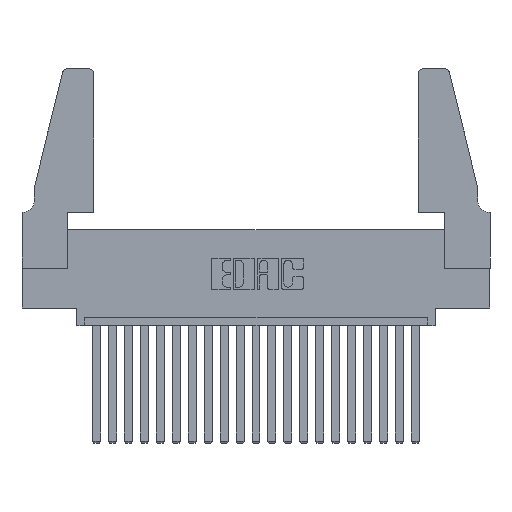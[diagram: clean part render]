
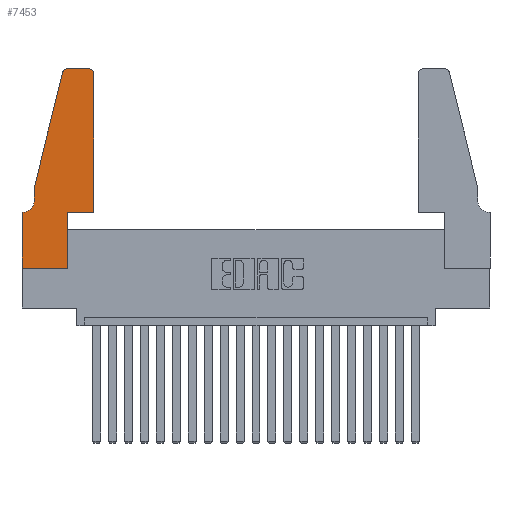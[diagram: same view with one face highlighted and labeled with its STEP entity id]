
A CAD part, top view. The second image highlights one B-rep face of the part: STEP entity #7453.
In plain terms, the highlighted planar face has unit normal (0, 0, 1).
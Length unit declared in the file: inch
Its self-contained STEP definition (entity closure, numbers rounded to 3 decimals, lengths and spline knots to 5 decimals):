
#78 = VERTEX_POINT ( 'NONE', #7226 ) ;
#152 = CARTESIAN_POINT ( 'NONE',  ( 0.0755, 0.5, 0.37 ) ) ;
#366 = ORIENTED_EDGE ( 'NONE', *, *, #3449, .T. ) ;
#389 = VERTEX_POINT ( 'NONE', #1795 ) ;
#554 = LINE ( 'NONE', #3446, #4813 ) ;
#599 = FACE_OUTER_BOUND ( 'NONE', #4954, .T. ) ;
#610 = DIRECTION ( 'NONE',  ( -1., 0., 0. ) ) ;
#918 = VECTOR ( 'NONE', #17485, 39.37008 ) ;
#1021 = DIRECTION ( 'NONE',  ( 0., 1., 0. ) ) ;
#1024 = DIRECTION ( 'NONE',  ( -1., 0., 0. ) ) ;
#1047 = VERTEX_POINT ( 'NONE', #2864 ) ;
#1060 = VERTEX_POINT ( 'NONE', #9011 ) ;
#1282 = DIRECTION ( 'NONE',  ( 1., 0., 0. ) ) ;
#1453 = ORIENTED_EDGE ( 'NONE', *, *, #3450, .T. ) ;
#1795 = CARTESIAN_POINT ( 'NONE',  ( 0.4205, 1.25, 0.37 ) ) ;
#1813 = DIRECTION ( 'NONE',  ( 1., 0., 0. ) ) ;
#2832 = VERTEX_POINT ( 'NONE', #20552 ) ;
#2864 = CARTESIAN_POINT ( 'NONE',  ( 0.0755, 0.5, 0.37 ) ) ;
#3167 = CARTESIAN_POINT ( 'NONE',  ( 0.0755, 0.5, 0.37 ) ) ;
#3426 = DIRECTION ( 'NONE',  ( 1., 0., 0. ) ) ;
#3446 = CARTESIAN_POINT ( 'NONE',  ( 0.4505, 0.35, 0.37 ) ) ;
#3449 = EDGE_CURVE ( 'NONE', #11144, #10485, #6796, .T. ) ;
#3450 = EDGE_CURVE ( 'NONE', #10485, #8176, #9043, .T. ) ;
#3613 = CARTESIAN_POINT ( 'NONE',  ( 0.4505, 0.35, 0.37 ) ) ;
#3616 = VERTEX_POINT ( 'NONE', #16355 ) ;
#4592 = VECTOR ( 'NONE', #12784, 39.37008 ) ;
#4813 = VECTOR ( 'NONE', #8120, 39.37008 ) ;
#4954 = EDGE_LOOP ( 'NONE', ( #7270, #12301, #11072, #7906, #8910, #9216, #366, #1453, #6983, #6792, #5679, #16149 ) ) ;
#5148 = EDGE_CURVE ( 'NONE', #78, #20153, #554, .T. ) ;
#5199 = VECTOR ( 'NONE', #18859, 39.37008 ) ;
#5679 = ORIENTED_EDGE ( 'NONE', *, *, #6039, .T. ) ;
#6039 = EDGE_CURVE ( 'NONE', #20153, #2832, #20723, .T. ) ;
#6414 = AXIS2_PLACEMENT_3D ( 'NONE', #15776, #20685, #1282 ) ;
#6792 = ORIENTED_EDGE ( 'NONE', *, *, #5148, .T. ) ;
#6796 = LINE ( 'NONE', #12753, #10535 ) ;
#6983 = ORIENTED_EDGE ( 'NONE', *, *, #9060, .T. ) ;
#7226 = CARTESIAN_POINT ( 'NONE',  ( 0.2865, 0.35, 0.37 ) ) ;
#7270 = ORIENTED_EDGE ( 'NONE', *, *, #17582, .T. ) ;
#7337 = DIRECTION ( 'NONE',  ( -1., 0., 0. ) ) ;
#7453 = ADVANCED_FACE ( 'NONE', ( #599 ), #13881, .T. ) ;
#7664 = CARTESIAN_POINT ( 'NONE',  ( 0.4505, 0.35, 0.37 ) ) ;
#7906 = ORIENTED_EDGE ( 'NONE', *, *, #13865, .T. ) ;
#8120 = DIRECTION ( 'NONE',  ( 1., 0., 0. ) ) ;
#8176 = VERTEX_POINT ( 'NONE', #19532 ) ;
#8283 = VERTEX_POINT ( 'NONE', #9013 ) ;
#8527 = CARTESIAN_POINT ( 'NONE',  ( 0.0755, 0.42, 0.37 ) ) ;
#8530 = EDGE_CURVE ( 'NONE', #16730, #3616, #12541, .T. ) ;
#8777 = CARTESIAN_POINT ( 'NONE',  ( 0.2865, 0.35, 0.37 ) ) ;
#8910 = ORIENTED_EDGE ( 'NONE', *, *, #8530, .T. ) ;
#8950 = LINE ( 'NONE', #3167, #918 ) ;
#9011 = CARTESIAN_POINT ( 'NONE',  ( 0.25487, 1.22718, 0.37 ) ) ;
#9013 = CARTESIAN_POINT ( 'NONE',  ( 0.284, 1.25, 0.37 ) ) ;
#9043 = LINE ( 'NONE', #12812, #14283 ) ;
#9060 = EDGE_CURVE ( 'NONE', #8176, #78, #9304, .T. ) ;
#9064 = CARTESIAN_POINT ( 'NONE',  ( 0.2605, 1.25, 0.37 ) ) ;
#9159 = AXIS2_PLACEMENT_3D ( 'NONE', #20465, #20733, #18898 ) ;
#9202 = LINE ( 'NONE', #9064, #11928 ) ;
#9216 = ORIENTED_EDGE ( 'NONE', *, *, #15408, .T. ) ;
#9304 = LINE ( 'NONE', #8777, #17049 ) ;
#9774 = DIRECTION ( 'NONE',  ( 0., -1., 0. ) ) ;
#10485 = VERTEX_POINT ( 'NONE', #17684 ) ;
#10535 = VECTOR ( 'NONE', #9774, 39.37008 ) ;
#11072 = ORIENTED_EDGE ( 'NONE', *, *, #18346, .T. ) ;
#11144 = VERTEX_POINT ( 'NONE', #16414 ) ;
#11860 = CIRCLE ( 'NONE', #9159, 0.03 ) ;
#11928 = VECTOR ( 'NONE', #1024, 39.37008 ) ;
#12202 = CARTESIAN_POINT ( 'NONE',  ( 0.0755, 0.35, 0.37 ) ) ;
#12301 = ORIENTED_EDGE ( 'NONE', *, *, #12806, .T. ) ;
#12541 = CIRCLE ( 'NONE', #14429, 0.07 ) ;
#12753 = CARTESIAN_POINT ( 'NONE',  ( 0., 0., 0.37 ) ) ;
#12784 = DIRECTION ( 'NONE',  ( 0., -1., 0. ) ) ;
#12806 = EDGE_CURVE ( 'NONE', #8283, #1060, #11860, .T. ) ;
#12812 = CARTESIAN_POINT ( 'NONE',  ( 0., 0., 0.37 ) ) ;
#12902 = DIRECTION ( 'NONE',  ( 0., 0., 1. ) ) ;
#13044 = LINE ( 'NONE', #152, #4592 ) ;
#13772 = LINE ( 'NONE', #12202, #17261 ) ;
#13865 = EDGE_CURVE ( 'NONE', #1047, #16730, #13044, .T. ) ;
#13881 = PLANE ( 'NONE',  #6414 ) ;
#14283 = VECTOR ( 'NONE', #3426, 39.37008 ) ;
#14429 = AXIS2_PLACEMENT_3D ( 'NONE', #16435, #18171, #610 ) ;
#14682 = CARTESIAN_POINT ( 'NONE',  ( 0.4205, 1.22, 0.37 ) ) ;
#15408 = EDGE_CURVE ( 'NONE', #3616, #11144, #13772, .T. ) ;
#15776 = CARTESIAN_POINT ( 'NONE',  ( 0., 0.35, 0.37 ) ) ;
#16149 = ORIENTED_EDGE ( 'NONE', *, *, #18440, .T. ) ;
#16355 = CARTESIAN_POINT ( 'NONE',  ( 0.0055, 0.35, 0.37 ) ) ;
#16414 = CARTESIAN_POINT ( 'NONE',  ( 0., 0.35, 0.37 ) ) ;
#16435 = CARTESIAN_POINT ( 'NONE',  ( 0.0055, 0.42, 0.37 ) ) ;
#16730 = VERTEX_POINT ( 'NONE', #8527 ) ;
#17049 = VECTOR ( 'NONE', #1021, 39.37008 ) ;
#17261 = VECTOR ( 'NONE', #7337, 39.37008 ) ;
#17485 = DIRECTION ( 'NONE',  ( -0.239, -0.971, 0. ) ) ;
#17561 = AXIS2_PLACEMENT_3D ( 'NONE', #14682, #12902, #1813 ) ;
#17582 = EDGE_CURVE ( 'NONE', #389, #8283, #9202, .T. ) ;
#17677 = CIRCLE ( 'NONE', #17561, 0.03 ) ;
#17684 = CARTESIAN_POINT ( 'NONE',  ( 0., 0., 0.37 ) ) ;
#18171 = DIRECTION ( 'NONE',  ( 0., 0., -1. ) ) ;
#18346 = EDGE_CURVE ( 'NONE', #1060, #1047, #8950, .T. ) ;
#18440 = EDGE_CURVE ( 'NONE', #2832, #389, #17677, .T. ) ;
#18859 = DIRECTION ( 'NONE',  ( 0., 1., 0. ) ) ;
#18898 = DIRECTION ( 'NONE',  ( 1., 0., 0. ) ) ;
#19532 = CARTESIAN_POINT ( 'NONE',  ( 0.2865, 0., 0.37 ) ) ;
#20153 = VERTEX_POINT ( 'NONE', #3613 ) ;
#20465 = CARTESIAN_POINT ( 'NONE',  ( 0.284, 1.22, 0.37 ) ) ;
#20552 = CARTESIAN_POINT ( 'NONE',  ( 0.4505, 1.22, 0.37 ) ) ;
#20685 = DIRECTION ( 'NONE',  ( 0., 0., 1. ) ) ;
#20723 = LINE ( 'NONE', #7664, #5199 ) ;
#20733 = DIRECTION ( 'NONE',  ( 0., 0., 1. ) ) ;
